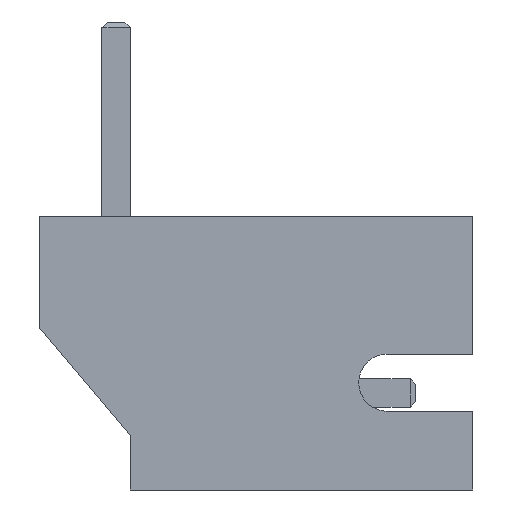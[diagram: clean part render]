
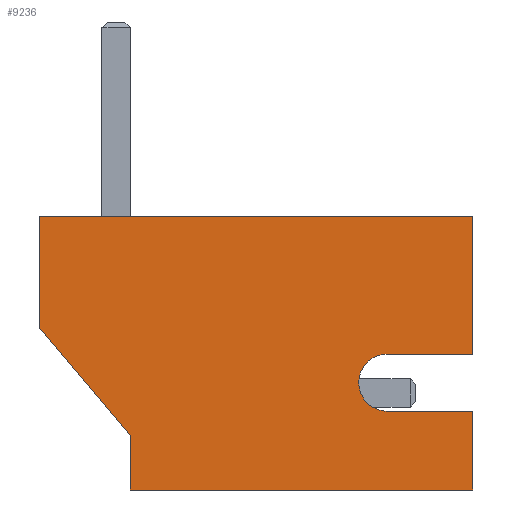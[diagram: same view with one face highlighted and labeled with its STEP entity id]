
A CAD part, left-side view. The second image highlights one B-rep face of the part: STEP entity #9236.
In plain terms, the highlighted planar face has unit normal (-1, 0, 0).
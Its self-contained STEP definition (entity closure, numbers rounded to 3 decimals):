
#11 = VECTOR ( 'NONE', #7545, 1000. ) ;
#108 = AXIS2_PLACEMENT_3D ( 'NONE', #4116, #9070, #6319 ) ;
#120 = LINE ( 'NONE', #6553, #5606 ) ;
#169 = CARTESIAN_POINT ( 'NONE',  ( -1.95, 0., 1.35 ) ) ;
#261 = LINE ( 'NONE', #6838, #8212 ) ;
#391 = CARTESIAN_POINT ( 'NONE',  ( -1.95, 4.8, -6.25 ) ) ;
#633 = CARTESIAN_POINT ( 'NONE',  ( -1.95, 4.8, -6.25 ) ) ;
#737 = FACE_OUTER_BOUND ( 'NONE', #1096, .T. ) ;
#787 = DIRECTION ( 'NONE',  ( 0., -1., 0. ) ) ;
#940 = DIRECTION ( 'NONE',  ( 0., 0., 1. ) ) ;
#1053 = CARTESIAN_POINT ( 'NONE',  ( -1.95, 4.8, -6.25 ) ) ;
#1069 = CARTESIAN_POINT ( 'NONE',  ( -1.95, 4.8, -0.25 ) ) ;
#1074 = CARTESIAN_POINT ( 'NONE',  ( -1.95, 0., -6.25 ) ) ;
#1096 = EDGE_LOOP ( 'NONE', ( #5787, #7883, #4270, #1146, #7670, #8142, #6018, #2295, #5885, #5363 ) ) ;
#1106 = LINE ( 'NONE', #391, #11 ) ;
#1146 = ORIENTED_EDGE ( 'NONE', *, *, #6988, .F. ) ;
#1186 = VERTEX_POINT ( 'NONE', #2961 ) ;
#1304 = CARTESIAN_POINT ( 'NONE',  ( -1.95, 4.8, -0.25 ) ) ;
#1501 = VERTEX_POINT ( 'NONE', #1053 ) ;
#1748 = LINE ( 'NONE', #1074, #8313 ) ;
#1968 = CARTESIAN_POINT ( 'NONE',  ( -1.95, 3.85, -0.25 ) ) ;
#1998 = CARTESIAN_POINT ( 'NONE',  ( -1.95, 3.42, -6.25 ) ) ;
#2071 = LINE ( 'NONE', #633, #7715 ) ;
#2295 = ORIENTED_EDGE ( 'NONE', *, *, #9338, .T. ) ;
#2304 = CARTESIAN_POINT ( 'NONE',  ( -1.95, 4.8, -6.25 ) ) ;
#2961 = CARTESIAN_POINT ( 'NONE',  ( -1.95, 0., -6.25 ) ) ;
#2995 = DIRECTION ( 'NONE',  ( 0., 1., 0. ) ) ;
#3070 = PLANE ( 'NONE',  #8034 ) ;
#3216 = DIRECTION ( 'NONE',  ( 0., 1., 0. ) ) ;
#3291 = VERTEX_POINT ( 'NONE', #7460 ) ;
#3296 = CIRCLE ( 'NONE', #108, 0.5 ) ;
#3311 = DIRECTION ( 'NONE',  ( 0., 1., 0. ) ) ;
#3320 = DIRECTION ( 'NONE',  ( 0., 0., -1. ) ) ;
#3479 = EDGE_CURVE ( 'NONE', #3291, #8741, #3296, .T. ) ;
#3673 = VERTEX_POINT ( 'NONE', #4994 ) ;
#3706 = VECTOR ( 'NONE', #3320, 1000. ) ;
#3789 = VERTEX_POINT ( 'NONE', #1304 ) ;
#3854 = VECTOR ( 'NONE', #940, 1000. ) ;
#4013 = LINE ( 'NONE', #1998, #3706 ) ;
#4110 = VECTOR ( 'NONE', #9090, 1000. ) ;
#4116 = CARTESIAN_POINT ( 'NONE',  ( -1.95, 2.92, -4.75 ) ) ;
#4131 = CARTESIAN_POINT ( 'NONE',  ( -1.95, 2.42, -6.25 ) ) ;
#4232 = LINE ( 'NONE', #1968, #4110 ) ;
#4270 = ORIENTED_EDGE ( 'NONE', *, *, #3479, .F. ) ;
#4509 = CARTESIAN_POINT ( 'NONE',  ( -1.95, 3.42, -6.25 ) ) ;
#4583 = LINE ( 'NONE', #6005, #3854 ) ;
#4731 = EDGE_CURVE ( 'NONE', #8330, #1501, #261, .T. ) ;
#4950 = DIRECTION ( 'NONE',  ( 0., 0., 1. ) ) ;
#4994 = CARTESIAN_POINT ( 'NONE',  ( -1.95, 3.85, -0.25 ) ) ;
#5183 = DIRECTION ( 'NONE',  ( 1., 0., 0. ) ) ;
#5209 = VECTOR ( 'NONE', #3311, 1000. ) ;
#5363 = ORIENTED_EDGE ( 'NONE', *, *, #9190, .F. ) ;
#5473 = LINE ( 'NONE', #1069, #5209 ) ;
#5606 = VECTOR ( 'NONE', #2995, 1000. ) ;
#5787 = ORIENTED_EDGE ( 'NONE', *, *, #4731, .F. ) ;
#5885 = ORIENTED_EDGE ( 'NONE', *, *, #6758, .T. ) ;
#6005 = CARTESIAN_POINT ( 'NONE',  ( -1.95, 2.42, -6.25 ) ) ;
#6018 = ORIENTED_EDGE ( 'NONE', *, *, #8932, .T. ) ;
#6043 = EDGE_CURVE ( 'NONE', #8741, #8330, #4013, .T. ) ;
#6319 = DIRECTION ( 'NONE',  ( 0., 1., 0. ) ) ;
#6338 = VERTEX_POINT ( 'NONE', #8398 ) ;
#6553 = CARTESIAN_POINT ( 'NONE',  ( -1.95, 0., 1.35 ) ) ;
#6758 = EDGE_CURVE ( 'NONE', #3673, #3789, #5473, .T. ) ;
#6838 = CARTESIAN_POINT ( 'NONE',  ( -1.95, 4.8, -6.25 ) ) ;
#6988 = EDGE_CURVE ( 'NONE', #7906, #3291, #4583, .T. ) ;
#7326 = VERTEX_POINT ( 'NONE', #169 ) ;
#7460 = CARTESIAN_POINT ( 'NONE',  ( -1.95, 2.42, -4.75 ) ) ;
#7545 = DIRECTION ( 'NONE',  ( 0., 1., 0. ) ) ;
#7670 = ORIENTED_EDGE ( 'NONE', *, *, #9101, .F. ) ;
#7715 = VECTOR ( 'NONE', #4950, 1000. ) ;
#7883 = ORIENTED_EDGE ( 'NONE', *, *, #6043, .F. ) ;
#7906 = VERTEX_POINT ( 'NONE', #4131 ) ;
#8034 = AXIS2_PLACEMENT_3D ( 'NONE', #2304, #5183, #787 ) ;
#8142 = ORIENTED_EDGE ( 'NONE', *, *, #8713, .T. ) ;
#8212 = VECTOR ( 'NONE', #3216, 1000. ) ;
#8313 = VECTOR ( 'NONE', #8924, 1000. ) ;
#8330 = VERTEX_POINT ( 'NONE', #4509 ) ;
#8398 = CARTESIAN_POINT ( 'NONE',  ( -1.95, 1.95, 1.35 ) ) ;
#8713 = EDGE_CURVE ( 'NONE', #1186, #7326, #1748, .T. ) ;
#8741 = VERTEX_POINT ( 'NONE', #9021 ) ;
#8924 = DIRECTION ( 'NONE',  ( 0., 0., 1. ) ) ;
#8932 = EDGE_CURVE ( 'NONE', #7326, #6338, #120, .T. ) ;
#9021 = CARTESIAN_POINT ( 'NONE',  ( -1.95, 3.42, -4.75 ) ) ;
#9070 = DIRECTION ( 'NONE',  ( -1., 0., 0. ) ) ;
#9090 = DIRECTION ( 'NONE',  ( 0., 0.765, -0.644 ) ) ;
#9101 = EDGE_CURVE ( 'NONE', #1186, #7906, #1106, .T. ) ;
#9190 = EDGE_CURVE ( 'NONE', #1501, #3789, #2071, .T. ) ;
#9236 = ADVANCED_FACE ( 'NONE', ( #737 ), #3070, .F. ) ;
#9338 = EDGE_CURVE ( 'NONE', #6338, #3673, #4232, .T. ) ;
